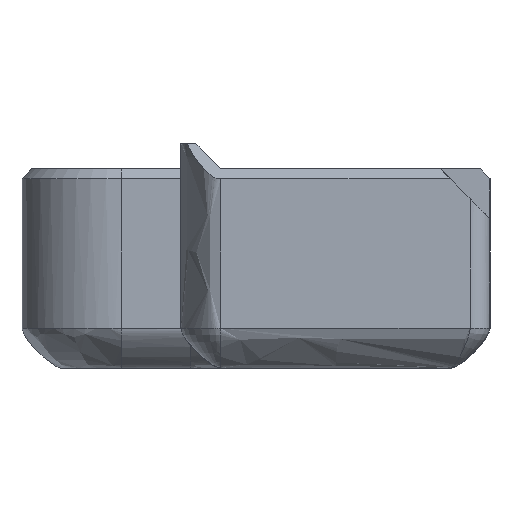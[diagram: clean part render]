
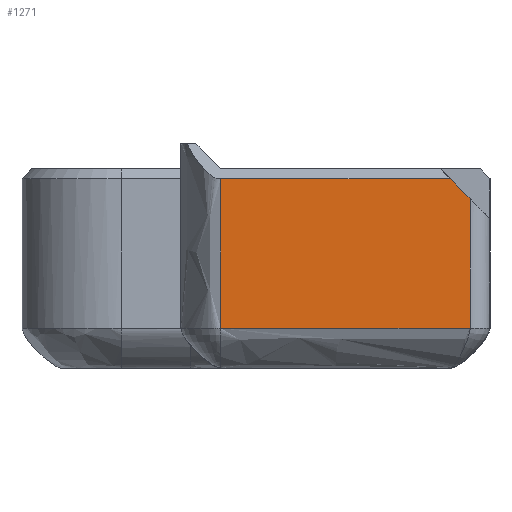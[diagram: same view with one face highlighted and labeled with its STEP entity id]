
A CAD part, left-side view. The second image highlights one B-rep face of the part: STEP entity #1271.
In plain terms, the highlighted planar face has unit normal (-1, 0, 0).
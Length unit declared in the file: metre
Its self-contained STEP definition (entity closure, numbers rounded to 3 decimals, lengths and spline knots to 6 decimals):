
#113=B_SPLINE_CURVE_WITH_KNOTS('',3,(#2186,#2187,#2188,#2189),
 .UNSPECIFIED.,.F.,.F.,(4,4),(0.05,0.8),
 .UNSPECIFIED.);
#114=B_SPLINE_CURVE_WITH_KNOTS('',3,(#2192,#2193,#2194,#2195),
 .UNSPECIFIED.,.F.,.F.,(4,4),(0.,1.),.UNSPECIFIED.);
#261=ORIENTED_EDGE('',*,*,#648,.T.);
#262=ORIENTED_EDGE('',*,*,#649,.T.);
#263=ORIENTED_EDGE('',*,*,#650,.T.);
#264=ORIENTED_EDGE('',*,*,#651,.F.);
#265=ORIENTED_EDGE('',*,*,#652,.F.);
#648=EDGE_CURVE('',#840,#841,#113,.T.);
#649=EDGE_CURVE('',#841,#842,#114,.T.);
#650=EDGE_CURVE('',#842,#843,#917,.T.);
#651=EDGE_CURVE('',#844,#843,#918,.T.);
#652=EDGE_CURVE('',#840,#844,#919,.T.);
#840=VERTEX_POINT('',#2190);
#841=VERTEX_POINT('',#2191);
#842=VERTEX_POINT('',#2196);
#843=VERTEX_POINT('',#2198);
#844=VERTEX_POINT('',#2200);
#917=LINE('',#2197,#1021);
#918=LINE('',#2199,#1022);
#919=LINE('',#2201,#1023);
#1021=VECTOR('',#1570,1.);
#1022=VECTOR('',#1571,1.);
#1023=VECTOR('',#1572,1.);
#1081=EDGE_LOOP('',(#261,#262,#263,#264,#265));
#1163=FACE_BOUND('',#1081,.T.);
#1238=PLANE('',#1386);
#1271=ADVANCED_FACE('',(#1163),#1238,.T.);
#1386=AXIS2_PLACEMENT_3D('',#2185,#1568,#1569);
#1568=DIRECTION('',(-1.,0.,0.));
#1569=DIRECTION('',(0.,0.,1.));
#1570=DIRECTION('',(0.,0.,1.));
#1571=DIRECTION('',(0.,-0.707,-0.707));
#1572=DIRECTION('',(0.,-1.,0.));
#2185=CARTESIAN_POINT('',(-0.0425,-0.002,-0.02));
#2186=CARTESIAN_POINT('',(-0.0425,0.0115,-0.001));
#2187=CARTESIAN_POINT('',(-0.0425,0.0115,-0.006));
#2188=CARTESIAN_POINT('',(-0.0425,0.0115,-0.011));
#2189=CARTESIAN_POINT('',(-0.0425,0.0115,-0.016));
#2190=CARTESIAN_POINT('',(-0.0425,0.0115,-0.001));
#2191=CARTESIAN_POINT('',(-0.0425,0.0115,-0.016));
#2192=CARTESIAN_POINT('',(-0.0425,0.0115,-0.016));
#2193=CARTESIAN_POINT('',(-0.0425,0.003167,-0.016));
#2194=CARTESIAN_POINT('',(-0.0425,-0.005167,-0.016));
#2195=CARTESIAN_POINT('',(-0.0425,-0.0135,-0.016));
#2196=CARTESIAN_POINT('',(-0.0425,-0.0135,-0.016));
#2197=CARTESIAN_POINT('',(-0.0425,-0.0135,-0.02));
#2198=CARTESIAN_POINT('',(-0.0425,-0.0135,-0.003));
#2199=CARTESIAN_POINT('',(-0.0425,-0.013,-0.0025));
#2200=CARTESIAN_POINT('',(-0.0425,-0.0115,-0.001));
#2201=CARTESIAN_POINT('',(-0.0425,0.11582,-0.001));
